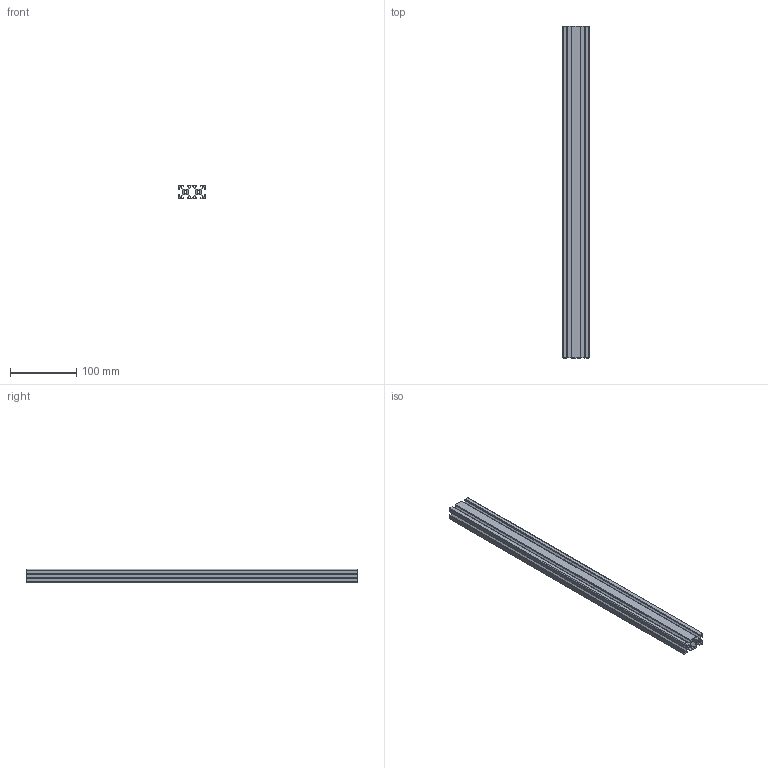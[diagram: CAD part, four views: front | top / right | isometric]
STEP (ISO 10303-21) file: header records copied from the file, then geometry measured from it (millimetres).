
FILE_DESCRIPTION(/* description */ (''),/* implementation_level */ '2;1');
FILE_NAME(/* name */ '2040-extrusion.step',/* time_stamp */ '2024-04-10T21:22:00+05:30',/* author */ (''),/* organization */ (''),/* preprocessor_version */ 'ST-DEVELOPER v20',/* originating_system */ 'Autodesk Translation Framework v12.20.1.177',/* authorisation */ '');
FILE_SCHEMA (('AUTOMOTIVE_DESIGN { 1 0 10303 214 3 1 1 }'));
Length unit declared in the file: millimetre
Products named in the file (1): (Unsaved)
Bounding box: 40 x 500 x 20 mm (x, y, z)
Volume: 148037.6 mm3; surface area: 167393.9 mm2
Topology: 1 solids, 1 shells, 96 faces, 282 edges, 188 vertices
Faces by surface type: plane 90, cylinder 6
Full cylindrical faces by diameter (mm): 4 x2
Entity records: 3183 total; most frequent: CARTESIAN_POINT 567, ORIENTED_EDGE 564, DIRECTION 488, EDGE_CURVE 282, LINE 270, VECTOR 270, VERTEX_POINT 188, AXIS2_PLACEMENT_3D 109
